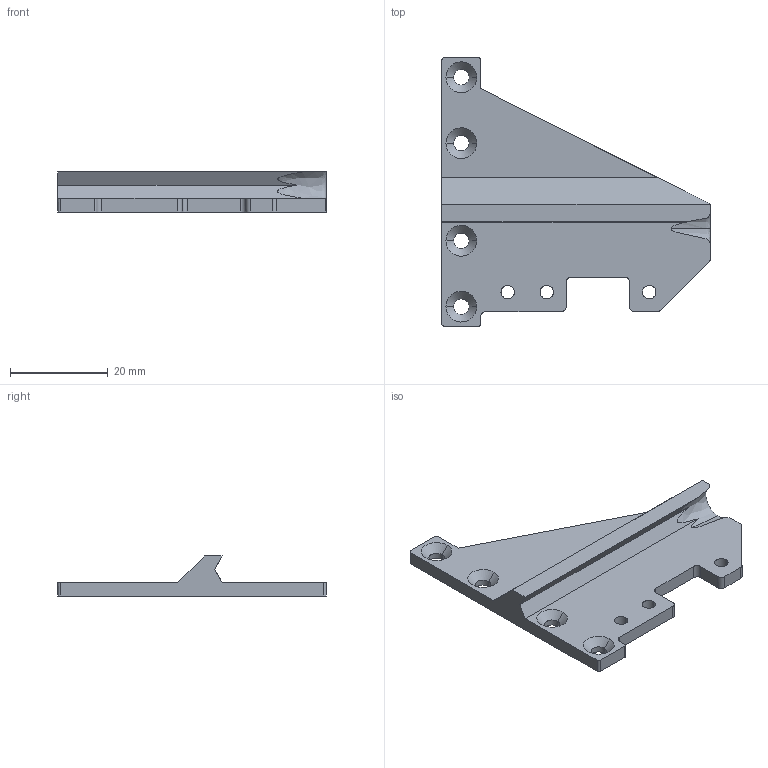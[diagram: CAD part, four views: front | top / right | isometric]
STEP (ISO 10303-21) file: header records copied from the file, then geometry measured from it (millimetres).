
FILE_DESCRIPTION(/* description */ (''),/* implementation_level */ '2;1');
FILE_NAME(/* name */ 'ExtraLongWing',/* time_stamp */ '2020-09-05T23:38:45-07:00',/* author */ (''),/* organization */ (''),/* preprocessor_version */ 'ST-DEVELOPER v15',/* originating_system */ '',/* authorisation */ '');
FILE_SCHEMA (('AUTOMOTIVE_DESIGN'));
Length unit declared in the file: millimetre
Products named in the file (1): Document
Bounding box: 55 x 55 x 8.2 mm (x, y, z)
Volume: 6651 mm3; surface area: 4934 mm2
Topology: 1 solids, 1 shells, 55 faces, 151 edges, 98 vertices
Faces by surface type: bspline 48, plane 7
Entity records: 2041 total; most frequent: CARTESIAN_POINT 1218, ORIENTED_EDGE 302, EDGE_CURVE 151, VERTEX_POINT 98, EDGE_LOOP 69, ADVANCED_FACE 55, FACE_OUTER_BOUND 55, B_SPLINE_CURVE_WITH_KNOTS 33
